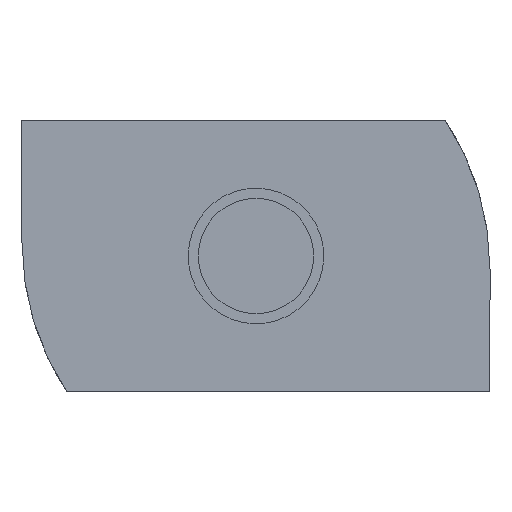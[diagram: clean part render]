
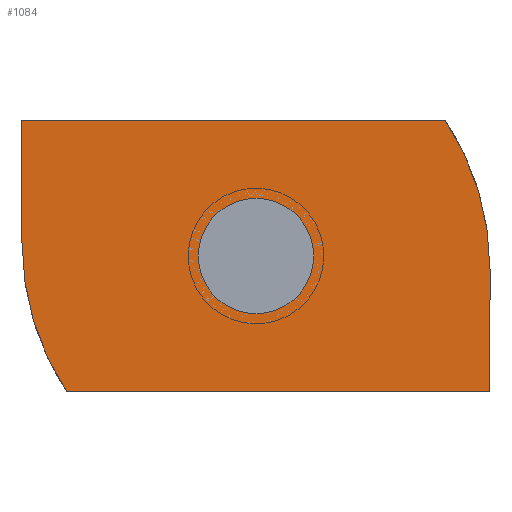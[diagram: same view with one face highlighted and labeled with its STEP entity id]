
A CAD part, front view. The second image highlights one B-rep face of the part: STEP entity #1084.
In plain terms, the highlighted planar face has unit normal (0, -1, 0).
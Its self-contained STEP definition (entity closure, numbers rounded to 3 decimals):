
#12 = EDGE_CURVE ( 'NONE', #118, #1540, #778, .T. ) ;
#13 = VECTOR ( 'NONE', #1343, 1000. ) ;
#41 = DIRECTION ( 'NONE',  ( 0., 0., 1. ) ) ;
#42 = DIRECTION ( 'NONE',  ( 0., 0., -1. ) ) ;
#58 = EDGE_CURVE ( 'NONE', #864, #750, #694, .T. ) ;
#88 = CARTESIAN_POINT ( 'NONE',  ( 2.75, 0., 1. ) ) ;
#118 = VERTEX_POINT ( 'NONE', #887 ) ;
#143 = DIRECTION ( 'NONE',  ( 0., 0., -1. ) ) ;
#186 = LINE ( 'NONE', #312, #1098 ) ;
#189 = ORIENTED_EDGE ( 'NONE', *, *, #727, .F. ) ;
#194 = EDGE_CURVE ( 'NONE', #732, #850, #1204, .T. ) ;
#196 = CIRCLE ( 'NONE', #1460, 20. ) ;
#224 = DIRECTION ( 'NONE',  ( 0., 0., 1. ) ) ;
#239 = ORIENTED_EDGE ( 'NONE', *, *, #194, .F. ) ;
#242 = FACE_OUTER_BOUND ( 'NONE', #536, .T. ) ;
#312 = CARTESIAN_POINT ( 'NONE',  ( -13.953, 0., -10. ) ) ;
#346 = VECTOR ( 'NONE', #143, 1000. ) ;
#362 = DIRECTION ( 'NONE',  ( 0., 0., -1. ) ) ;
#379 = VECTOR ( 'NONE', #1167, 1000. ) ;
#388 = EDGE_CURVE ( 'NONE', #462, #1552, #786, .T. ) ;
#393 = CARTESIAN_POINT ( 'NONE',  ( 0., 0., -4.25 ) ) ;
#402 = LINE ( 'NONE', #913, #379 ) ;
#447 = EDGE_CURVE ( 'NONE', #1552, #118, #186, .T. ) ;
#462 = VERTEX_POINT ( 'NONE', #1612 ) ;
#479 = AXIS2_PLACEMENT_3D ( 'NONE', #88, #1561, #897 ) ;
#491 = FACE_BOUND ( 'NONE', #1249, .T. ) ;
#505 = PLANE ( 'NONE',  #862 ) ;
#536 = EDGE_LOOP ( 'NONE', ( #1203, #1422, #239, #189, #889, #1440 ) ) ;
#538 = EDGE_CURVE ( 'NONE', #750, #864, #658, .T. ) ;
#545 = CARTESIAN_POINT ( 'NONE',  ( 13.953, 0., 10. ) ) ;
#548 = DIRECTION ( 'NONE',  ( 0., 1., 0. ) ) ;
#556 = CARTESIAN_POINT ( 'NONE',  ( -17.25, 0., 1. ) ) ;
#646 = ORIENTED_EDGE ( 'NONE', *, *, #538, .T. ) ;
#658 = CIRCLE ( 'NONE', #878, 4.25 ) ;
#694 = CIRCLE ( 'NONE', #1654, 4.25 ) ;
#703 = DIRECTION ( 'NONE',  ( -1., 0., 0. ) ) ;
#727 = EDGE_CURVE ( 'NONE', #1540, #732, #402, .T. ) ;
#732 = VERTEX_POINT ( 'NONE', #902 ) ;
#750 = VERTEX_POINT ( 'NONE', #393 ) ;
#778 = CIRCLE ( 'NONE', #479, 20. ) ;
#786 = LINE ( 'NONE', #1306, #346 ) ;
#800 = CARTESIAN_POINT ( 'NONE',  ( -17.25, 0., 10. ) ) ;
#802 = CARTESIAN_POINT ( 'NONE',  ( 0., 0., 4.25 ) ) ;
#850 = VERTEX_POINT ( 'NONE', #545 ) ;
#851 = ORIENTED_EDGE ( 'NONE', *, *, #58, .T. ) ;
#862 = AXIS2_PLACEMENT_3D ( 'NONE', #881, #1535, #362 ) ;
#864 = VERTEX_POINT ( 'NONE', #802 ) ;
#871 = DIRECTION ( 'NONE',  ( 0., 1., 0. ) ) ;
#878 = AXIS2_PLACEMENT_3D ( 'NONE', #1593, #1338, #41 ) ;
#881 = CARTESIAN_POINT ( 'NONE',  ( 2.75, 0., 1. ) ) ;
#887 = CARTESIAN_POINT ( 'NONE',  ( -13.953, 0., -10. ) ) ;
#889 = ORIENTED_EDGE ( 'NONE', *, *, #12, .F. ) ;
#897 = DIRECTION ( 'NONE',  ( 0., 0., -1. ) ) ;
#902 = CARTESIAN_POINT ( 'NONE',  ( -17.25, 0., 10. ) ) ;
#913 = CARTESIAN_POINT ( 'NONE',  ( -17.25, 0., 10. ) ) ;
#1084 = ADVANCED_FACE ( 'NONE', ( #491, #242 ), #505, .T. ) ;
#1087 = CARTESIAN_POINT ( 'NONE',  ( 17.25, 0., -10. ) ) ;
#1098 = VECTOR ( 'NONE', #703, 1000. ) ;
#1167 = DIRECTION ( 'NONE',  ( 0., 0., 1. ) ) ;
#1203 = ORIENTED_EDGE ( 'NONE', *, *, #388, .F. ) ;
#1204 = LINE ( 'NONE', #800, #13 ) ;
#1249 = EDGE_LOOP ( 'NONE', ( #851, #646 ) ) ;
#1306 = CARTESIAN_POINT ( 'NONE',  ( 17.25, 0., -1. ) ) ;
#1324 = CARTESIAN_POINT ( 'NONE',  ( -2.75, 0., -1. ) ) ;
#1338 = DIRECTION ( 'NONE',  ( 0., 1., 0. ) ) ;
#1343 = DIRECTION ( 'NONE',  ( 1., 0., 0. ) ) ;
#1360 = EDGE_CURVE ( 'NONE', #850, #462, #196, .T. ) ;
#1399 = CARTESIAN_POINT ( 'NONE',  ( 0., 0., 0. ) ) ;
#1422 = ORIENTED_EDGE ( 'NONE', *, *, #1360, .F. ) ;
#1440 = ORIENTED_EDGE ( 'NONE', *, *, #447, .F. ) ;
#1460 = AXIS2_PLACEMENT_3D ( 'NONE', #1324, #548, #42 ) ;
#1535 = DIRECTION ( 'NONE',  ( 0., -1., 0. ) ) ;
#1540 = VERTEX_POINT ( 'NONE', #556 ) ;
#1552 = VERTEX_POINT ( 'NONE', #1087 ) ;
#1561 = DIRECTION ( 'NONE',  ( 0., 1., 0. ) ) ;
#1593 = CARTESIAN_POINT ( 'NONE',  ( 0., 0., 0. ) ) ;
#1612 = CARTESIAN_POINT ( 'NONE',  ( 17.25, 0., -1. ) ) ;
#1654 = AXIS2_PLACEMENT_3D ( 'NONE', #1399, #871, #224 ) ;
